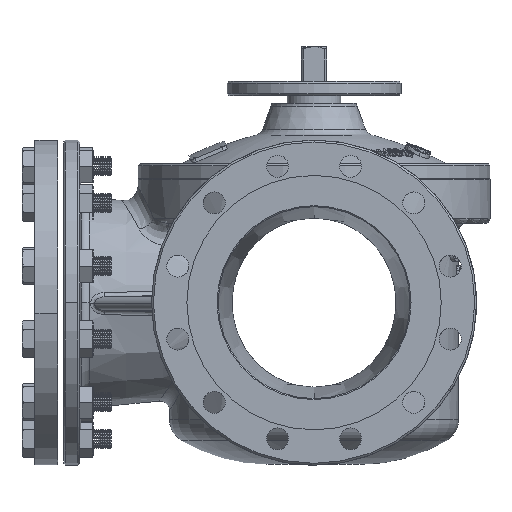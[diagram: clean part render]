
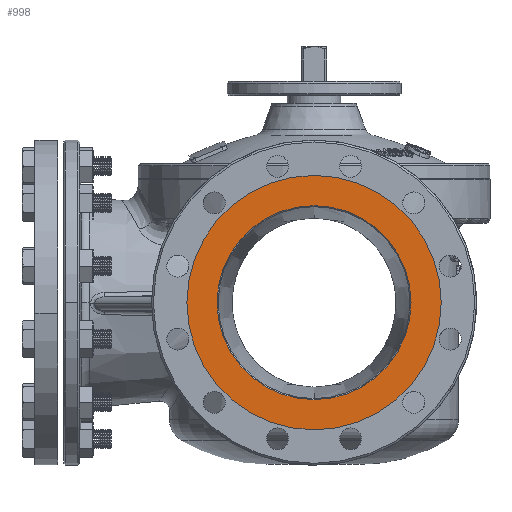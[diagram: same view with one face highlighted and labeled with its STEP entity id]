
A CAD part, left-side view. The second image highlights one B-rep face of the part: STEP entity #998.
In plain terms, the highlighted planar face has unit normal (-1, 0, 0).
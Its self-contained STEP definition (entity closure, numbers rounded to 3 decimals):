
#157 = CIRCLE ( 'NONE', #63692, 133. ) ;
#998 = ADVANCED_FACE ( 'NONE', ( #63713, #110437 ), #82508, .T. ) ;
#1735 = AXIS2_PLACEMENT_3D ( 'NONE', #68695, #16046, #77485 ) ;
#5590 = DIRECTION ( 'NONE',  ( 0., -1., 0. ) ) ;
#5620 = CIRCLE ( 'NONE', #17876, 101.426 ) ;
#12653 = CIRCLE ( 'NONE', #19438, 101.426 ) ;
#13061 = DIRECTION ( 'NONE',  ( 1., 0., 0. ) ) ;
#16046 = DIRECTION ( 'NONE',  ( 1., 0., 0. ) ) ;
#16961 = VERTEX_POINT ( 'NONE', #18243 ) ;
#17876 = AXIS2_PLACEMENT_3D ( 'NONE', #20033, #81507, #28857 ) ;
#18243 = CARTESIAN_POINT ( 'NONE',  ( -265., -133., -177. ) ) ;
#19438 = AXIS2_PLACEMENT_3D ( 'NONE', #110844, #58215, #5590 ) ;
#20033 = CARTESIAN_POINT ( 'NONE',  ( -265., 0., -177. ) ) ;
#24404 = CARTESIAN_POINT ( 'NONE',  ( -265., 101.426, -177. ) ) ;
#25519 = VERTEX_POINT ( 'NONE', #32722 ) ;
#28857 = DIRECTION ( 'NONE',  ( 0., -1., 0. ) ) ;
#30235 = DIRECTION ( 'NONE',  ( -1., 0., 0. ) ) ;
#32722 = CARTESIAN_POINT ( 'NONE',  ( -265., -101.426, -177. ) ) ;
#37572 = EDGE_LOOP ( 'NONE', ( #83159, #109186 ) ) ;
#43618 = EDGE_CURVE ( 'NONE', #16961, #105836, #157, .T. ) ;
#46391 = VERTEX_POINT ( 'NONE', #24404 ) ;
#54936 = ORIENTED_EDGE ( 'NONE', *, *, #58433, .T. ) ;
#58215 = DIRECTION ( 'NONE',  ( 1., 0., 0. ) ) ;
#58433 = EDGE_CURVE ( 'NONE', #25519, #46391, #5620, .T. ) ;
#60029 = CIRCLE ( 'NONE', #1735, 133. ) ;
#63692 = AXIS2_PLACEMENT_3D ( 'NONE', #65724, #13061, #74538 ) ;
#63713 = FACE_BOUND ( 'NONE', #93518, .T. ) ;
#65724 = CARTESIAN_POINT ( 'NONE',  ( -265., 0., -177. ) ) ;
#68695 = CARTESIAN_POINT ( 'NONE',  ( -265., 0., -177. ) ) ;
#71745 = EDGE_CURVE ( 'NONE', #105836, #16961, #60029, .T. ) ;
#74538 = DIRECTION ( 'NONE',  ( 0., 0., 1. ) ) ;
#77485 = DIRECTION ( 'NONE',  ( 0., 0., 1. ) ) ;
#78087 = CARTESIAN_POINT ( 'NONE',  ( -265., 133., -177. ) ) ;
#80480 = EDGE_CURVE ( 'NONE', #46391, #25519, #12653, .T. ) ;
#81507 = DIRECTION ( 'NONE',  ( 1., 0., 0. ) ) ;
#82508 = PLANE ( 'NONE',  #106342 ) ;
#82881 = CARTESIAN_POINT ( 'NONE',  ( -265., 0., -177. ) ) ;
#83159 = ORIENTED_EDGE ( 'NONE', *, *, #43618, .F. ) ;
#91763 = DIRECTION ( 'NONE',  ( 0., 0., -1. ) ) ;
#93518 = EDGE_LOOP ( 'NONE', ( #54936, #111503 ) ) ;
#105836 = VERTEX_POINT ( 'NONE', #78087 ) ;
#106342 = AXIS2_PLACEMENT_3D ( 'NONE', #82881, #30235, #91763 ) ;
#109186 = ORIENTED_EDGE ( 'NONE', *, *, #71745, .F. ) ;
#110437 = FACE_OUTER_BOUND ( 'NONE', #37572, .T. ) ;
#110844 = CARTESIAN_POINT ( 'NONE',  ( -265., 0., -177. ) ) ;
#111503 = ORIENTED_EDGE ( 'NONE', *, *, #80480, .T. ) ;
